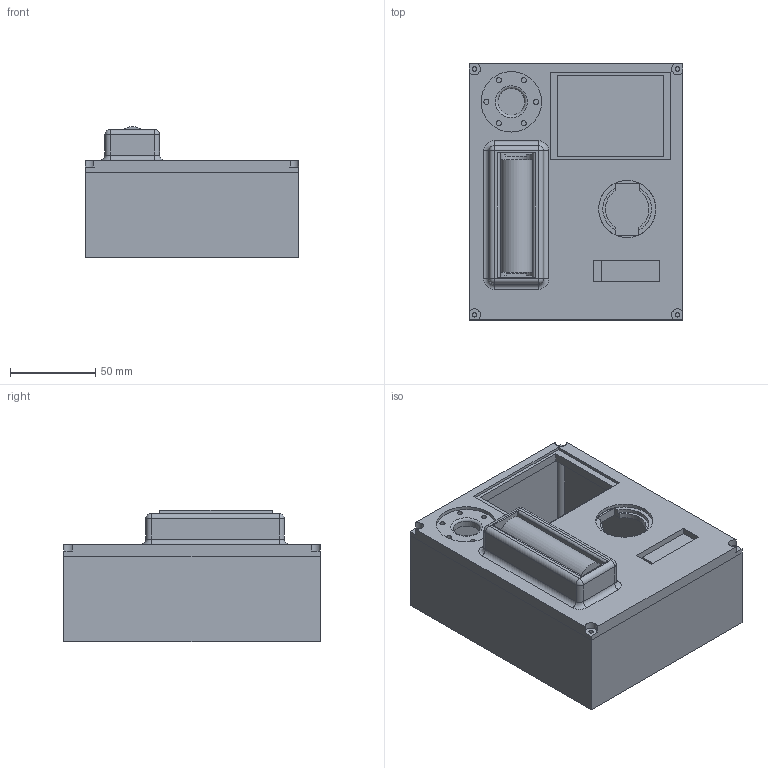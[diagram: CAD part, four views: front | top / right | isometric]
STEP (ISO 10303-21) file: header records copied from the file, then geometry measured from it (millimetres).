
FILE_DESCRIPTION(/* description */ (''),/* implementation_level */ '2;1');
FILE_NAME(/* name */ 'wiring_tester_v5_wiring_tester_v5.step',/* time_stamp */ '2025-04-27T12:28:53-04:00',/* author */ (''),/* organization */ (''),/* preprocessor_version */ 'ST-DEVELOPER v20.1',/* originating_system */ 'Autodesk Translation Framework v14.4.0.0',/* authorisation */ '');
FILE_SCHEMA (('AUTOMOTIVE_DESIGN { 1 0 10303 214 3 1 1 }'));
Length unit declared in the file: millimetre
Products named in the file (2): wiring tester; Component1
Assembly tree (1 placements, depth 2):
  wiring tester
    Component1
Bounding box: 125 x 150 x 76.75 mm (x, y, z)
Volume: 276731.8 mm3; surface area: 139896.5 mm2
Topology: 4 solids, 5 shells, 152 faces, 378 edges, 243 vertices
Faces by surface type: plane 90, cylinder 51, torus 7, sphere 4
Full cylindrical faces by diameter (mm): 2.529 x8, 3 x6, 9.75 x2, 15.736 x1, 18.56 x1, 33.5 x1, 35.4 x1
Entity records: 4639 total; most frequent: DIRECTION 812, CARTESIAN_POINT 796, ORIENTED_EDGE 756, EDGE_CURVE 378, AXIS2_PLACEMENT_3D 282, LINE 248, VECTOR 248, VERTEX_POINT 243
